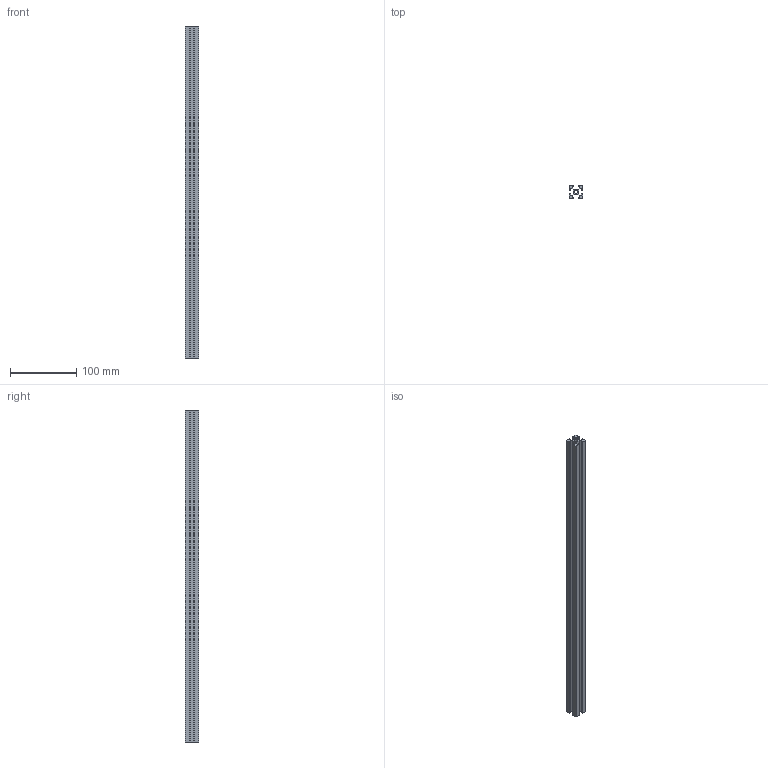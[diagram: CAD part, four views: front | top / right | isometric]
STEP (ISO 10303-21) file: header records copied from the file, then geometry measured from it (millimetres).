
FILE_DESCRIPTION (( 'STEP AP203' ), '1' );
FILE_NAME ('500 mm-1_Default_sldprt.STEP', '2024-01-25T07:27:38', ( '' ), ( '' ), 'SwSTEP 2.0', 'SolidWorks 2019', '' );
FILE_SCHEMA (( 'CONFIG_CONTROL_DESIGN' ));
Length unit declared in the file: metre
Products named in the file (1): 500 mm-1_Default_sldprt
Bounding box: 20 x 20 x 500 mm (x, y, z)
Volume: 85902.5 mm3; surface area: 84739.7 mm2
Topology: 1 solids, 1 shells, 48 faces, 138 edges, 92 vertices
Faces by surface type: plane 46, cylinder 2
Entity records: 1627 total; most frequent: CARTESIAN_POINT 279, ORIENTED_EDGE 276, DIRECTION 240, EDGE_CURVE 138, VECTOR 134, LINE 134, VERTEX_POINT 92, AXIS2_PLACEMENT_3D 53
